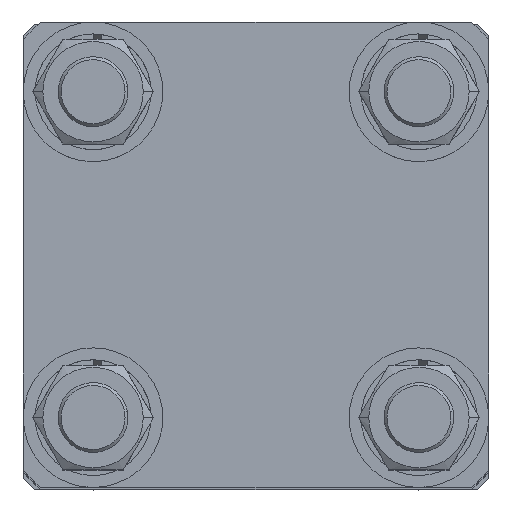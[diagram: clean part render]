
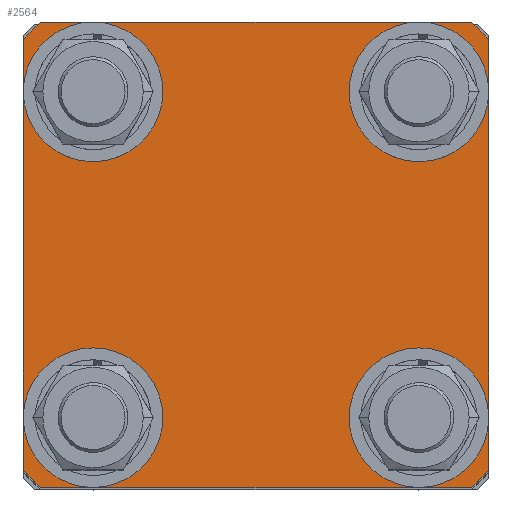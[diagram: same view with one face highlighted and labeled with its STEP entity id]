
A CAD part, top view. The second image highlights one B-rep face of the part: STEP entity #2564.
In plain terms, the highlighted planar face has unit normal (0, 0, 1).
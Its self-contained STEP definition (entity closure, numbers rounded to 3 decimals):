
#397 = CARTESIAN_POINT ( 'NONE',  ( -34.5, -28., 15. ) ) ;
#408 = CARTESIAN_POINT ( 'NONE',  ( 37.017, 40., 15. ) ) ;
#426 = CARTESIAN_POINT ( 'NONE',  ( -34.5, 28., 15. ) ) ;
#433 = CARTESIAN_POINT ( 'NONE',  ( 34.5, 28., 15. ) ) ;
#442 = CARTESIAN_POINT ( 'NONE',  ( -37.017, 40., 15. ) ) ;
#460 = CARTESIAN_POINT ( 'NONE',  ( -40., -37.017, 15. ) ) ;
#476 = CARTESIAN_POINT ( 'NONE',  ( -21.5, 28., 15. ) ) ;
#486 = CARTESIAN_POINT ( 'NONE',  ( 21.5, 28., 15. ) ) ;
#510 = CARTESIAN_POINT ( 'NONE',  ( 40., -37.017, 15. ) ) ;
#519 = CARTESIAN_POINT ( 'NONE',  ( 37.017, -40., 15. ) ) ;
#528 = CARTESIAN_POINT ( 'NONE',  ( 21.5, -28., 15. ) ) ;
#554 = CARTESIAN_POINT ( 'NONE',  ( 34.5, -28., 15. ) ) ;
#555 = CARTESIAN_POINT ( 'NONE',  ( -37.017, -40., 15. ) ) ;
#557 = CARTESIAN_POINT ( 'NONE',  ( -21.5, -28., 15. ) ) ;
#566 = CARTESIAN_POINT ( 'NONE',  ( -40., 37.017, 15. ) ) ;
#588 = CARTESIAN_POINT ( 'NONE',  ( 40., 37.017, 15. ) ) ;
#993 = ORIENTED_EDGE ( 'NONE', *, *, #7172, .T. ) ;
#1944 = DIRECTION ( 'NONE',  ( -1., 0., 0. ) ) ;
#1954 = CARTESIAN_POINT ( 'NONE',  ( 28., -28., 15. ) ) ;
#1955 = DIRECTION ( 'NONE',  ( 0., 0., -1. ) ) ;
#1956 = DIRECTION ( 'NONE',  ( -1., 0., 0. ) ) ;
#1962 = CARTESIAN_POINT ( 'NONE',  ( -28., -28., 15. ) ) ;
#1963 = DIRECTION ( 'NONE',  ( 0., 0., -1. ) ) ;
#1964 = DIRECTION ( 'NONE',  ( -1., 0., 0. ) ) ;
#1966 = CARTESIAN_POINT ( 'NONE',  ( 28., 28., 15. ) ) ;
#1967 = DIRECTION ( 'NONE',  ( 0., 0., -1. ) ) ;
#1968 = DIRECTION ( 'NONE',  ( -1., 0., 0. ) ) ;
#1979 = CARTESIAN_POINT ( 'NONE',  ( -40., -40., 15. ) ) ;
#1985 = DIRECTION ( 'NONE',  ( 0., -1., 0. ) ) ;
#2119 = CARTESIAN_POINT ( 'NONE',  ( 28., 28., 15. ) ) ;
#2120 = DIRECTION ( 'NONE',  ( 0., 0., -1. ) ) ;
#2121 = DIRECTION ( 'NONE',  ( -1., 0., 0. ) ) ;
#2122 = DIRECTION ( 'NONE',  ( 1., 0., 0. ) ) ;
#2123 = CARTESIAN_POINT ( 'NONE',  ( -40., -40., 15. ) ) ;
#2130 = CARTESIAN_POINT ( 'NONE',  ( -40., 40., 15. ) ) ;
#2131 = DIRECTION ( 'NONE',  ( -1., 0., 0. ) ) ;
#2162 = CARTESIAN_POINT ( 'NONE',  ( 0., 0., 15. ) ) ;
#2163 = DIRECTION ( 'NONE',  ( 0., 0., 1. ) ) ;
#2164 = DIRECTION ( 'NONE',  ( 1., 0., 0. ) ) ;
#2564 = ADVANCED_FACE ( 'NONE', ( #5799, #5793, #5797, #5794, #5800 ), #2872, .F. ) ;
#2861 = CARTESIAN_POINT ( 'NONE',  ( 0., 0., 15. ) ) ;
#2866 = DIRECTION ( 'NONE',  ( 0., 0., -1. ) ) ;
#2872 = PLANE ( 'NONE',  #5541 ) ;
#2878 = DIRECTION ( 'NONE',  ( -1., 0., 0. ) ) ;
#3524 = CIRCLE ( 'NONE', #7976, 54.5 ) ;
#3543 = CIRCLE ( 'NONE', #7975, 54.5 ) ;
#3549 = CIRCLE ( 'NONE', #7973, 6.5 ) ;
#3582 = CIRCLE ( 'NONE', #7952, 6.5 ) ;
#3590 = CIRCLE ( 'NONE', #7949, 6.5 ) ;
#3595 = CIRCLE ( 'NONE', #7947, 6.5 ) ;
#3600 = CIRCLE ( 'NONE', #7944, 6.5 ) ;
#3602 = CIRCLE ( 'NONE', #7945, 6.5 ) ;
#3613 = LINE ( 'NONE', #1979, #3617 ) ;
#3617 = VECTOR ( 'NONE', #1985, 1000. ) ;
#3651 = CIRCLE ( 'NONE', #7926, 6.5 ) ;
#3656 = LINE ( 'NONE', #2123, #3658 ) ;
#3657 = LINE ( 'NONE', #2130, #3660 ) ;
#3658 = VECTOR ( 'NONE', #2122, 1000. ) ;
#3660 = VECTOR ( 'NONE', #2131, 1000. ) ;
#3675 = CIRCLE ( 'NONE', #7916, 54.5 ) ;
#3695 = CIRCLE ( 'NONE', #7906, 54.5 ) ;
#3745 = CIRCLE ( 'NONE', #5264, 6.5 ) ;
#3747 = LINE ( 'NONE', #4161, #3749 ) ;
#3749 = VECTOR ( 'NONE', #4162, 1000. ) ;
#4081 = CARTESIAN_POINT ( 'NONE',  ( 0., 0., 15. ) ) ;
#4082 = DIRECTION ( 'NONE',  ( 0., 0., 1. ) ) ;
#4083 = DIRECTION ( 'NONE',  ( 1., 0., 0. ) ) ;
#4161 = CARTESIAN_POINT ( 'NONE',  ( 40., -40., 15. ) ) ;
#4162 = DIRECTION ( 'NONE',  ( 0., 1., 0. ) ) ;
#4168 = CARTESIAN_POINT ( 'NONE',  ( 28., -28., 15. ) ) ;
#4169 = DIRECTION ( 'NONE',  ( 0., 0., -1. ) ) ;
#4170 = DIRECTION ( 'NONE',  ( -1., 0., 0. ) ) ;
#4386 = CARTESIAN_POINT ( 'NONE',  ( 0., 0., 15. ) ) ;
#4387 = DIRECTION ( 'NONE',  ( 0., 0., 1. ) ) ;
#4388 = DIRECTION ( 'NONE',  ( 1., 0., 0. ) ) ;
#4437 = CARTESIAN_POINT ( 'NONE',  ( 0., 0., 15. ) ) ;
#4438 = DIRECTION ( 'NONE',  ( 0., 0., 1. ) ) ;
#4439 = DIRECTION ( 'NONE',  ( 1., 0., 0. ) ) ;
#4462 = CARTESIAN_POINT ( 'NONE',  ( -28., 28., 15. ) ) ;
#4463 = DIRECTION ( 'NONE',  ( 0., 0., -1. ) ) ;
#4464 = DIRECTION ( 'NONE',  ( -1., 0., 0. ) ) ;
#4594 = CARTESIAN_POINT ( 'NONE',  ( -28., 28., 15. ) ) ;
#4595 = DIRECTION ( 'NONE',  ( 0., 0., -1. ) ) ;
#4596 = DIRECTION ( 'NONE',  ( -1., 0., 0. ) ) ;
#4607 = CARTESIAN_POINT ( 'NONE',  ( -28., -28., 15. ) ) ;
#4608 = DIRECTION ( 'NONE',  ( 0., 0., -1. ) ) ;
#5264 = AXIS2_PLACEMENT_3D ( 'NONE', #4168, #4169, #4170 ) ;
#5541 = AXIS2_PLACEMENT_3D ( 'NONE', #2861, #2866, #2878 ) ;
#5793 = FACE_BOUND ( 'NONE', #6000, .T. ) ;
#5794 = FACE_BOUND ( 'NONE', #7699, .T. ) ;
#5797 = FACE_BOUND ( 'NONE', #7702, .T. ) ;
#5799 = FACE_BOUND ( 'NONE', #7696, .T. ) ;
#5800 = FACE_OUTER_BOUND ( 'NONE', #7693, .T. ) ;
#5992 = ORIENTED_EDGE ( 'NONE', *, *, #7155, .T. ) ;
#5998 = ORIENTED_EDGE ( 'NONE', *, *, #7255, .T. ) ;
#6000 = EDGE_LOOP ( 'NONE', ( #6105, #6006 ) ) ;
#6006 = ORIENTED_EDGE ( 'NONE', *, *, #7206, .T. ) ;
#6041 = ORIENTED_EDGE ( 'NONE', *, *, #7288, .T. ) ;
#6043 = ORIENTED_EDGE ( 'NONE', *, *, #7251, .T. ) ;
#6105 = ORIENTED_EDGE ( 'NONE', *, *, #7214, .T. ) ;
#6118 = ORIENTED_EDGE ( 'NONE', *, *, #7216, .T. ) ;
#6138 = ORIENTED_EDGE ( 'NONE', *, *, #7256, .T. ) ;
#6143 = ORIENTED_EDGE ( 'NONE', *, *, #7165, .T. ) ;
#6171 = ORIENTED_EDGE ( 'NONE', *, *, #7322, .T. ) ;
#6203 = ORIENTED_EDGE ( 'NONE', *, *, #7223, .T. ) ;
#6207 = ORIENTED_EDGE ( 'NONE', *, *, #7321, .T. ) ;
#6231 = ORIENTED_EDGE ( 'NONE', *, *, #7268, .T. ) ;
#6233 = ORIENTED_EDGE ( 'NONE', *, *, #7211, .T. ) ;
#6247 = ORIENTED_EDGE ( 'NONE', *, *, #7201, .T. ) ;
#6268 = VERTEX_POINT ( 'NONE', #397 ) ;
#6279 = VERTEX_POINT ( 'NONE', #408 ) ;
#6299 = VERTEX_POINT ( 'NONE', #426 ) ;
#6306 = VERTEX_POINT ( 'NONE', #433 ) ;
#6316 = VERTEX_POINT ( 'NONE', #442 ) ;
#6335 = VERTEX_POINT ( 'NONE', #460 ) ;
#6351 = VERTEX_POINT ( 'NONE', #476 ) ;
#6361 = VERTEX_POINT ( 'NONE', #486 ) ;
#6390 = VERTEX_POINT ( 'NONE', #510 ) ;
#6400 = VERTEX_POINT ( 'NONE', #519 ) ;
#6413 = VERTEX_POINT ( 'NONE', #528 ) ;
#6447 = VERTEX_POINT ( 'NONE', #554 ) ;
#6448 = VERTEX_POINT ( 'NONE', #555 ) ;
#6450 = VERTEX_POINT ( 'NONE', #557 ) ;
#6462 = VERTEX_POINT ( 'NONE', #566 ) ;
#6485 = VERTEX_POINT ( 'NONE', #588 ) ;
#7155 = EDGE_CURVE ( 'NONE', #6400, #6390, #3524, .T. ) ;
#7165 = EDGE_CURVE ( 'NONE', #6485, #6279, #3543, .T. ) ;
#7172 = EDGE_CURVE ( 'NONE', #6299, #6351, #3549, .T. ) ;
#7201 = EDGE_CURVE ( 'NONE', #6351, #6299, #3582, .T. ) ;
#7206 = EDGE_CURVE ( 'NONE', #6450, #6268, #3590, .T. ) ;
#7211 = EDGE_CURVE ( 'NONE', #6447, #6413, #3595, .T. ) ;
#7214 = EDGE_CURVE ( 'NONE', #6268, #6450, #3602, .T. ) ;
#7216 = EDGE_CURVE ( 'NONE', #6306, #6361, #3600, .T. ) ;
#7223 = EDGE_CURVE ( 'NONE', #6462, #6335, #3613, .T. ) ;
#7251 = EDGE_CURVE ( 'NONE', #6361, #6306, #3651, .T. ) ;
#7255 = EDGE_CURVE ( 'NONE', #6448, #6400, #3656, .T. ) ;
#7256 = EDGE_CURVE ( 'NONE', #6279, #6316, #3657, .T. ) ;
#7268 = EDGE_CURVE ( 'NONE', #6316, #6462, #3675, .T. ) ;
#7288 = EDGE_CURVE ( 'NONE', #6335, #6448, #3695, .T. ) ;
#7321 = EDGE_CURVE ( 'NONE', #6413, #6447, #3745, .T. ) ;
#7322 = EDGE_CURVE ( 'NONE', #6390, #6485, #3747, .T. ) ;
#7693 = EDGE_LOOP ( 'NONE', ( #6231, #6203, #6041, #5998, #5992, #6171, #6143, #6138 ) ) ;
#7696 = EDGE_LOOP ( 'NONE', ( #993, #6247 ) ) ;
#7699 = EDGE_LOOP ( 'NONE', ( #6043, #6118 ) ) ;
#7702 = EDGE_LOOP ( 'NONE', ( #6207, #6233 ) ) ;
#7906 = AXIS2_PLACEMENT_3D ( 'NONE', #4081, #4082, #4083 ) ;
#7916 = AXIS2_PLACEMENT_3D ( 'NONE', #2162, #2163, #2164 ) ;
#7926 = AXIS2_PLACEMENT_3D ( 'NONE', #2119, #2120, #2121 ) ;
#7944 = AXIS2_PLACEMENT_3D ( 'NONE', #1966, #1967, #1968 ) ;
#7945 = AXIS2_PLACEMENT_3D ( 'NONE', #1962, #1963, #1964 ) ;
#7947 = AXIS2_PLACEMENT_3D ( 'NONE', #1954, #1955, #1956 ) ;
#7949 = AXIS2_PLACEMENT_3D ( 'NONE', #4607, #4608, #1944 ) ;
#7952 = AXIS2_PLACEMENT_3D ( 'NONE', #4594, #4595, #4596 ) ;
#7973 = AXIS2_PLACEMENT_3D ( 'NONE', #4462, #4463, #4464 ) ;
#7975 = AXIS2_PLACEMENT_3D ( 'NONE', #4437, #4438, #4439 ) ;
#7976 = AXIS2_PLACEMENT_3D ( 'NONE', #4386, #4387, #4388 ) ;
